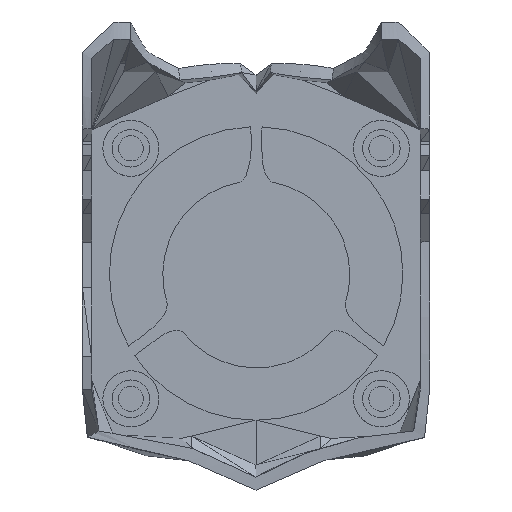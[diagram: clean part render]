
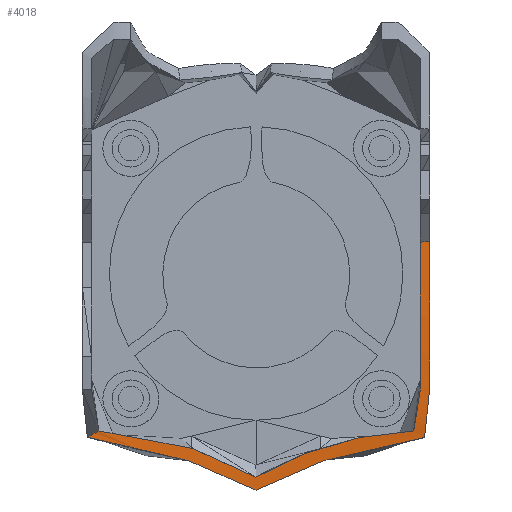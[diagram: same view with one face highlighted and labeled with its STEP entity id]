
A CAD part, top view. The second image highlights one B-rep face of the part: STEP entity #4018.
In plain terms, the highlighted conical face has half-angle 37.8 degrees and reference radius 42.302 mm.
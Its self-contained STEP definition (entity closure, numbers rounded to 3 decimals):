
#30=B_SPLINE_CURVE_WITH_KNOTS('',3,(#6484,#6485,#6486,#6487,#6488,#6489,
#6490,#6491),.UNSPECIFIED.,.F.,.F.,(4,2,2,4),(18.081,18.736,
19.435,20.094),.UNSPECIFIED.);
#85=CONICAL_SURFACE('',#4342,42.302,0.66);
#102=(
BOUNDED_CURVE()
B_SPLINE_CURVE(2,(#6473,#6474,#6475),.UNSPECIFIED.,.F.,.F.)
B_SPLINE_CURVE_WITH_KNOTS((3,3),(54.81,55.958),
 .UNSPECIFIED.)
CURVE()
GEOMETRIC_REPRESENTATION_ITEM()
RATIONAL_B_SPLINE_CURVE((2.201,2.136,2.067))
REPRESENTATION_ITEM('')
);
#103=(
BOUNDED_CURVE()
B_SPLINE_CURVE(2,(#6494,#6495,#6496),.UNSPECIFIED.,.F.,.F.)
B_SPLINE_CURVE_WITH_KNOTS((3,3),(-38.262,-36.502),
 .UNSPECIFIED.)
CURVE()
GEOMETRIC_REPRESENTATION_ITEM()
RATIONAL_B_SPLINE_CURVE((1.107,1.109,1.111))
REPRESENTATION_ITEM('')
);
#104=(
BOUNDED_CURVE()
B_SPLINE_CURVE(2,(#6500,#6501,#6502),.UNSPECIFIED.,.F.,.F.)
B_SPLINE_CURVE_WITH_KNOTS((3,3),(35.677,37.621),
 .UNSPECIFIED.)
CURVE()
GEOMETRIC_REPRESENTATION_ITEM()
RATIONAL_B_SPLINE_CURVE((1.074,1.072,1.071))
REPRESENTATION_ITEM('')
);
#105=(
BOUNDED_CURVE()
B_SPLINE_CURVE(2,(#6506,#6507,#6508),.UNSPECIFIED.,.F.,.F.)
B_SPLINE_CURVE_WITH_KNOTS((3,3),(-3.73,-3.289),
 .UNSPECIFIED.)
CURVE()
GEOMETRIC_REPRESENTATION_ITEM()
RATIONAL_B_SPLINE_CURVE((2.912,2.806,2.699))
REPRESENTATION_ITEM('')
);
#106=(
BOUNDED_CURVE()
B_SPLINE_CURVE(2,(#6509,#6510,#6511),.UNSPECIFIED.,.F.,.F.)
B_SPLINE_CURVE_WITH_KNOTS((3,3),(-2.893,-2.846),
 .UNSPECIFIED.)
CURVE()
GEOMETRIC_REPRESENTATION_ITEM()
RATIONAL_B_SPLINE_CURVE((1.02,1.02,1.02))
REPRESENTATION_ITEM('')
);
#115=ELLIPSE('',#4235,122.787,67.518);
#120=ELLIPSE('',#4343,2898.449,473.437);
#121=ELLIPSE('',#4344,864.968,267.444);
#122=ELLIPSE('',#4345,855.462,264.504);
#123=ELLIPSE('',#4346,8790.022,802.766);
#124=ELLIPSE('',#4347,449.9,167.342);
#125=ELLIPSE('',#4349,1014.065,247.5);
#1106=FACE_OUTER_BOUND('',#1364,.T.);
#1364=EDGE_LOOP('',(#3006,#3007,#3008,#3009,#3010,#3011,#3012,#3013,#3014,
#3015,#3016,#3017,#3018,#3019));
#1570=CIRCLE('',#4348,971.942);
#1736=VERTEX_POINT('',#6025);
#1737=VERTEX_POINT('',#6026);
#1803=VERTEX_POINT('',#6239);
#1852=VERTEX_POINT('',#6471);
#1853=VERTEX_POINT('',#6472);
#1854=VERTEX_POINT('',#6476);
#1855=VERTEX_POINT('',#6479);
#1856=VERTEX_POINT('',#6481);
#1857=VERTEX_POINT('',#6483);
#1858=VERTEX_POINT('',#6493);
#1859=VERTEX_POINT('',#6497);
#1860=VERTEX_POINT('',#6499);
#1861=VERTEX_POINT('',#6503);
#1862=VERTEX_POINT('',#6505);
#2111=EDGE_CURVE('',#1736,#1737,#115,.T.);
#2296=EDGE_CURVE('',#1852,#1853,#102,.T.);
#2297=EDGE_CURVE('',#1853,#1854,#120,.T.);
#2298=EDGE_CURVE('',#1854,#1737,#121,.T.);
#2299=EDGE_CURVE('',#1736,#1855,#122,.T.);
#2300=EDGE_CURVE('',#1855,#1856,#123,.T.);
#2301=EDGE_CURVE('',#1856,#1857,#30,.T.);
#2302=EDGE_CURVE('',#1857,#1803,#124,.T.);
#2303=EDGE_CURVE('',#1803,#1858,#103,.T.);
#2304=EDGE_CURVE('',#1858,#1859,#1570,.T.);
#2305=EDGE_CURVE('',#1859,#1860,#104,.T.);
#2306=EDGE_CURVE('',#1860,#1861,#125,.T.);
#2307=EDGE_CURVE('',#1861,#1862,#105,.T.);
#2308=EDGE_CURVE('',#1862,#1852,#106,.T.);
#3006=ORIENTED_EDGE('',*,*,#2296,.T.);
#3007=ORIENTED_EDGE('',*,*,#2297,.T.);
#3008=ORIENTED_EDGE('',*,*,#2298,.T.);
#3009=ORIENTED_EDGE('',*,*,#2111,.F.);
#3010=ORIENTED_EDGE('',*,*,#2299,.T.);
#3011=ORIENTED_EDGE('',*,*,#2300,.T.);
#3012=ORIENTED_EDGE('',*,*,#2301,.T.);
#3013=ORIENTED_EDGE('',*,*,#2302,.T.);
#3014=ORIENTED_EDGE('',*,*,#2303,.T.);
#3015=ORIENTED_EDGE('',*,*,#2304,.T.);
#3016=ORIENTED_EDGE('',*,*,#2305,.T.);
#3017=ORIENTED_EDGE('',*,*,#2306,.T.);
#3018=ORIENTED_EDGE('',*,*,#2307,.T.);
#3019=ORIENTED_EDGE('',*,*,#2308,.T.);
#4018=ADVANCED_FACE('',(#1106),#85,.T.);
#4235=AXIS2_PLACEMENT_3D('',#6027,#4818,#4819);
#4342=AXIS2_PLACEMENT_3D('',#6470,#5164,#5165);
#4343=AXIS2_PLACEMENT_3D('',#6477,#5166,#5167);
#4344=AXIS2_PLACEMENT_3D('',#6478,#5168,#5169);
#4345=AXIS2_PLACEMENT_3D('',#6480,#5170,#5171);
#4346=AXIS2_PLACEMENT_3D('',#6482,#5172,#5173);
#4347=AXIS2_PLACEMENT_3D('',#6492,#5174,#5175);
#4348=AXIS2_PLACEMENT_3D('',#6498,#5176,#5177);
#4349=AXIS2_PLACEMENT_3D('',#6504,#5178,#5179);
#4818=DIRECTION('center_axis',(0.,0.606,-0.796));
#4819=DIRECTION('ref_axis',(-1.,0.018,0.014));
#5164=DIRECTION('center_axis',(0.66,0.443,-0.607));
#5165=DIRECTION('ref_axis',(-0.677,0.,-0.736));
#5166=DIRECTION('center_axis',(-0.994,0.103,0.026));
#5167=DIRECTION('ref_axis',(-0.047,-0.651,0.758));
#5168=DIRECTION('center_axis',(-1.,0.,0.));
#5169=DIRECTION('ref_axis',(0.,-0.59,0.808));
#5170=DIRECTION('center_axis',(1.,0.,0.));
#5171=DIRECTION('ref_axis',(0.,-0.59,0.808));
#5172=DIRECTION('center_axis',(0.986,-0.154,-0.057));
#5173=DIRECTION('ref_axis',(0.065,0.684,-0.727));
#5174=DIRECTION('center_axis',(-0.411,-0.911,0.007));
#5175=DIRECTION('ref_axis',(-0.518,0.241,0.821));
#5176=DIRECTION('center_axis',(0.369,-0.774,0.515));
#5177=DIRECTION('ref_axis',(-0.262,0.445,0.856));
#5178=DIRECTION('center_axis',(0.398,0.916,0.043));
#5179=DIRECTION('ref_axis',(-0.527,0.19,0.828));
#6025=CARTESIAN_POINT('',(20.918,4.161,4.711));
#6026=CARTESIAN_POINT('',(22.09,4.229,4.763));
#6027=CARTESIAN_POINT('Origin',(41.164,-49.1,-35.818));
#6239=CARTESIAN_POINT('',(-8.198,-22.197,4.611));
#6470=CARTESIAN_POINT('Origin',(-48.534,-51.647,-29.097));
#6471=CARTESIAN_POINT('',(8.986,-23.665,4.332));
#6472=CARTESIAN_POINT('',(21.438,-20.801,3.827));
#6473=CARTESIAN_POINT('Ctrl Pts',(8.986,-23.665,4.332));
#6474=CARTESIAN_POINT('Ctrl Pts',(14.893,-22.288,4.17));
#6475=CARTESIAN_POINT('Ctrl Pts',(21.443,-20.763,3.921));
#6476=CARTESIAN_POINT('',(22.09,-14.694,4.525));
#6477=CARTESIAN_POINT('Origin',(153.325,1816.34,-2212.435));
#6478=CARTESIAN_POINT('Origin',(22.09,446.236,-711.277));
#6479=CARTESIAN_POINT('',(20.918,-14.601,4.58));
#6480=CARTESIAN_POINT('Origin',(20.918,440.499,-703.417));
#6481=CARTESIAN_POINT('',(20.053,-19.964,4.036));
#6482=CARTESIAN_POINT('Origin',(580.915,5938.708,-6404.891));
#6483=CARTESIAN_POINT('',(-0.106,-25.859,4.531));
#6484=CARTESIAN_POINT('Ctrl Pts',(20.066,-19.937,4.111));
#6485=CARTESIAN_POINT('Ctrl Pts',(17.771,-20.032,4.241));
#6486=CARTESIAN_POINT('Ctrl Pts',(15.448,-20.317,4.333));
#6487=CARTESIAN_POINT('Ctrl Pts',(10.717,-21.293,4.467));
#6488=CARTESIAN_POINT('Ctrl Pts',(8.312,-22.011,4.505));
#6489=CARTESIAN_POINT('Ctrl Pts',(3.861,-23.751,4.542));
#6490=CARTESIAN_POINT('Ctrl Pts',(1.802,-24.753,4.543));
#6491=CARTESIAN_POINT('Ctrl Pts',(-0.106,-25.859,
4.533));
#6492=CARTESIAN_POINT('Origin',(188.56,-114.143,-376.663));
#6493=CARTESIAN_POINT('',(-20.178,-19.957,3.872));
#6494=CARTESIAN_POINT('Ctrl Pts',(-8.219,-22.189,4.676));
#6495=CARTESIAN_POINT('Ctrl Pts',(-14.463,-21.011,4.518));
#6496=CARTESIAN_POINT('Ctrl Pts',(-20.127,-19.968,3.801));
#6497=CARTESIAN_POINT('',(-21.63,-20.761,3.719));
#6498=CARTESIAN_POINT('Origin',(233.142,-453.732,-828.297));
#6499=CARTESIAN_POINT('',(-8.677,-23.774,4.624));
#6500=CARTESIAN_POINT('Ctrl Pts',(-21.632,-20.766,3.742));
#6501=CARTESIAN_POINT('Ctrl Pts',(-15.511,-22.177,4.584));
#6502=CARTESIAN_POINT('Ctrl Pts',(-8.7,-23.767,4.687));
#6503=CARTESIAN_POINT('',(-0.092,-27.506,4.409));
#6504=CARTESIAN_POINT('Origin',(490.167,-200.634,-846.312));
#6505=CARTESIAN_POINT('',(8.523,-23.763,4.346));
#6506=CARTESIAN_POINT('Ctrl Pts',(-0.092,-27.506,4.409));
#6507=CARTESIAN_POINT('Ctrl Pts',(4.02,-25.72,4.382));
#6508=CARTESIAN_POINT('Ctrl Pts',(8.523,-23.763,4.346));
#6509=CARTESIAN_POINT('Ctrl Pts',(8.523,-23.763,4.346));
#6510=CARTESIAN_POINT('Ctrl Pts',(8.754,-23.714,4.339));
#6511=CARTESIAN_POINT('Ctrl Pts',(8.986,-23.665,4.332));
